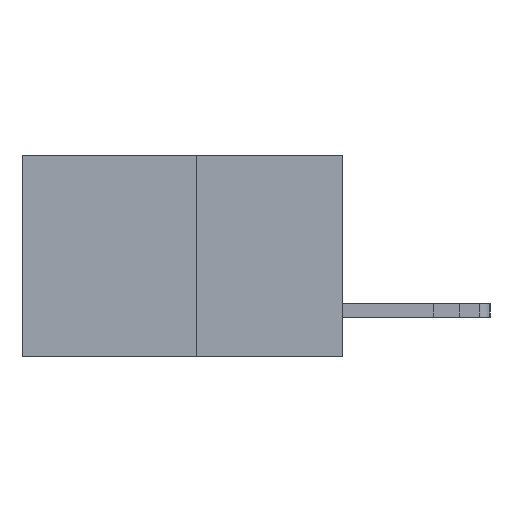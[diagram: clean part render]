
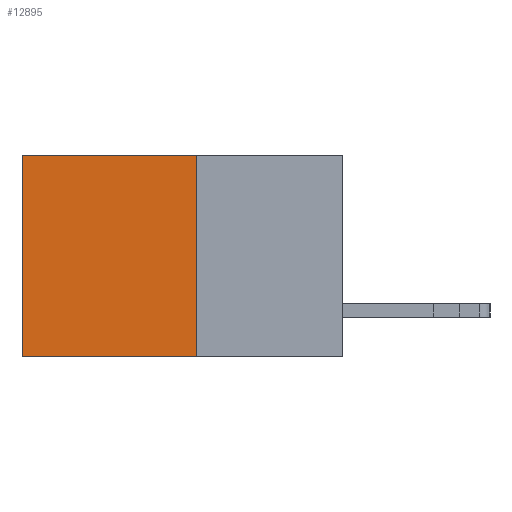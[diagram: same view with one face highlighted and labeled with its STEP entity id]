
A CAD part, left-side view. The second image highlights one B-rep face of the part: STEP entity #12895.
In plain terms, the highlighted planar face has unit normal (-1, 0, 0).
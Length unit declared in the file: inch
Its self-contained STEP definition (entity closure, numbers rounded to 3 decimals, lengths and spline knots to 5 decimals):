
#821 = AXIS2_PLACEMENT_3D ( 'NONE', #16667, #12260, #27850 ) ;
#1377 = CARTESIAN_POINT ( 'NONE',  ( 0.277, 0.27, -0.37 ) ) ;
#1961 = VERTEX_POINT ( 'NONE', #21591 ) ;
#3671 = DIRECTION ( 'NONE',  ( 0., 0., -1. ) ) ;
#6705 = EDGE_CURVE ( 'NONE', #10868, #1961, #27679, .T. ) ;
#7526 = VECTOR ( 'NONE', #3671, 39.37008 ) ;
#7814 = PLANE ( 'NONE',  #821 ) ;
#8727 = CARTESIAN_POINT ( 'NONE',  ( 0.277, 0.59, -0.37 ) ) ;
#8996 = VERTEX_POINT ( 'NONE', #26998 ) ;
#10442 = LINE ( 'NONE', #8727, #27490 ) ;
#10868 = VERTEX_POINT ( 'NONE', #11830 ) ;
#10963 = DIRECTION ( 'NONE',  ( 0., 0., -1. ) ) ;
#11830 = CARTESIAN_POINT ( 'NONE',  ( 0.277, 0.27, -0.37 ) ) ;
#12021 = EDGE_CURVE ( 'NONE', #8996, #24104, #13151, .T. ) ;
#12260 = DIRECTION ( 'NONE',  ( 1., 0., 0. ) ) ;
#12895 = ADVANCED_FACE ( 'NONE', ( #28753 ), #7814, .F. ) ;
#13151 = LINE ( 'NONE', #15742, #24378 ) ;
#14912 = ORIENTED_EDGE ( 'NONE', *, *, #23312, .T. ) ;
#15742 = CARTESIAN_POINT ( 'NONE',  ( 0.277, 0.27, 0. ) ) ;
#16667 = CARTESIAN_POINT ( 'NONE',  ( 0.277, 0.27, -0.37 ) ) ;
#17249 = VECTOR ( 'NONE', #27669, 39.37008 ) ;
#18044 = DIRECTION ( 'NONE',  ( 0., 1., 0. ) ) ;
#18148 = ORIENTED_EDGE ( 'NONE', *, *, #12021, .T. ) ;
#20601 = ORIENTED_EDGE ( 'NONE', *, *, #6705, .F. ) ;
#21591 = CARTESIAN_POINT ( 'NONE',  ( 0.277, 0.59, -0.37 ) ) ;
#22566 = CARTESIAN_POINT ( 'NONE',  ( 0.277, 0.59, 0. ) ) ;
#23267 = CARTESIAN_POINT ( 'NONE',  ( 0.277, 0.27, -0.37 ) ) ;
#23312 = EDGE_CURVE ( 'NONE', #24104, #1961, #10442, .T. ) ;
#23385 = ORIENTED_EDGE ( 'NONE', *, *, #27010, .F. ) ;
#24104 = VERTEX_POINT ( 'NONE', #22566 ) ;
#24378 = VECTOR ( 'NONE', #18044, 39.37008 ) ;
#25343 = LINE ( 'NONE', #1377, #7526 ) ;
#26998 = CARTESIAN_POINT ( 'NONE',  ( 0.277, 0.27, 0. ) ) ;
#27010 = EDGE_CURVE ( 'NONE', #8996, #10868, #25343, .T. ) ;
#27490 = VECTOR ( 'NONE', #10963, 39.37008 ) ;
#27669 = DIRECTION ( 'NONE',  ( 0., 1., 0. ) ) ;
#27679 = LINE ( 'NONE', #23267, #17249 ) ;
#27850 = DIRECTION ( 'NONE',  ( 0., 0., -1. ) ) ;
#28289 = EDGE_LOOP ( 'NONE', ( #14912, #20601, #23385, #18148 ) ) ;
#28753 = FACE_OUTER_BOUND ( 'NONE', #28289, .T. ) ;
